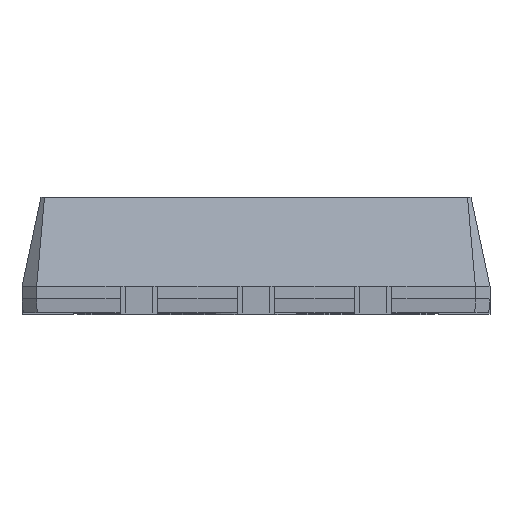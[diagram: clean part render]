
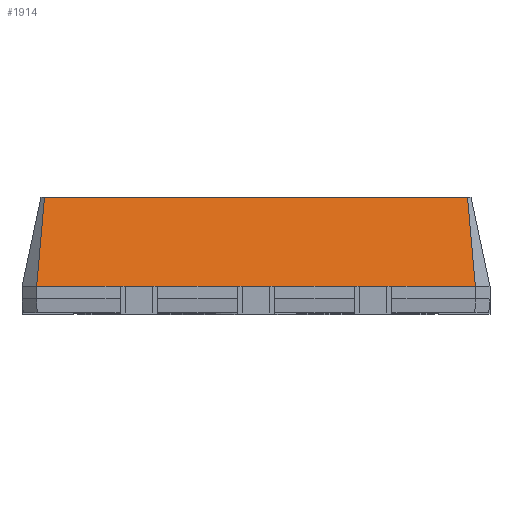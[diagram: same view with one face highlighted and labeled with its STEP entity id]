
A CAD part, top view. The second image highlights one B-rep face of the part: STEP entity #1914.
In plain terms, the highlighted planar face has unit normal (0, 0.208, 0.978).
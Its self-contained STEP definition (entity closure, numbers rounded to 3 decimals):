
#7 = EDGE_CURVE ( 'NONE', #77, #2387, #3548, .T. ) ;
#77 = VERTEX_POINT ( 'NONE', #2151 ) ;
#94 = CARTESIAN_POINT ( 'NONE',  ( 1.41, 0.36, 2.4 ) ) ;
#138 = VECTOR ( 'NONE', #5013, 1000. ) ;
#188 = LINE ( 'NONE', #5846, #4515 ) ;
#244 = VERTEX_POINT ( 'NONE', #3660 ) ;
#456 = CARTESIAN_POINT ( 'NONE',  ( -3., 0.36, 2.4 ) ) ;
#615 = DIRECTION ( 'NONE',  ( -1., 0., 0. ) ) ;
#639 = DIRECTION ( 'NONE',  ( -1., 0., 0. ) ) ;
#673 = ORIENTED_EDGE ( 'NONE', *, *, #7, .F. ) ;
#707 = CARTESIAN_POINT ( 'NONE',  ( 0.19, 0.36, 2.4 ) ) ;
#897 = LINE ( 'NONE', #4838, #5906 ) ;
#955 = VECTOR ( 'NONE', #3623, 1000. ) ;
#975 = DIRECTION ( 'NONE',  ( 1., 0., 0. ) ) ;
#1048 = ORIENTED_EDGE ( 'NONE', *, *, #5973, .F. ) ;
#1150 = LINE ( 'NONE', #6239, #3273 ) ;
#1177 = LINE ( 'NONE', #6000, #138 ) ;
#1492 = DIRECTION ( 'NONE',  ( -1., 0., 0. ) ) ;
#1679 = LINE ( 'NONE', #5666, #5109 ) ;
#1837 = ORIENTED_EDGE ( 'NONE', *, *, #4065, .T. ) ;
#1872 = DIRECTION ( 'NONE',  ( -1., 0., 0. ) ) ;
#1914 = ADVANCED_FACE ( 'NONE', ( #3674 ), #4794, .T. ) ;
#1946 = ORIENTED_EDGE ( 'NONE', *, *, #5536, .F. ) ;
#2081 = ORIENTED_EDGE ( 'NONE', *, *, #5779, .F. ) ;
#2098 = CARTESIAN_POINT ( 'NONE',  ( 3., 0.36, 2.4 ) ) ;
#2151 = CARTESIAN_POINT ( 'NONE',  ( -0.19, 0.36, 2.4 ) ) ;
#2276 = DIRECTION ( 'NONE',  ( -1., 0., 0. ) ) ;
#2308 = VERTEX_POINT ( 'NONE', #707 ) ;
#2375 = ORIENTED_EDGE ( 'NONE', *, *, #3330, .F. ) ;
#2387 = VERTEX_POINT ( 'NONE', #5052 ) ;
#2391 = ORIENTED_EDGE ( 'NONE', *, *, #3902, .F. ) ;
#2478 = ORIENTED_EDGE ( 'NONE', *, *, #2819, .F. ) ;
#2819 = EDGE_CURVE ( 'NONE', #244, #6050, #3802, .T. ) ;
#2871 = CARTESIAN_POINT ( 'NONE',  ( -3., 0.36, 2.4 ) ) ;
#3031 = AXIS2_PLACEMENT_3D ( 'NONE', #3820, #4720, #5677 ) ;
#3179 = CARTESIAN_POINT ( 'NONE',  ( -3., 0.36, 2.4 ) ) ;
#3218 = LINE ( 'NONE', #3459, #5432 ) ;
#3273 = VECTOR ( 'NONE', #3982, 1000. ) ;
#3325 = ORIENTED_EDGE ( 'NONE', *, *, #4481, .F. ) ;
#3330 = EDGE_CURVE ( 'NONE', #5007, #5139, #897, .T. ) ;
#3354 = LINE ( 'NONE', #456, #5554 ) ;
#3401 = VERTEX_POINT ( 'NONE', #4026 ) ;
#3459 = CARTESIAN_POINT ( 'NONE',  ( -3., 0.36, 2.4 ) ) ;
#3483 = VERTEX_POINT ( 'NONE', #4895 ) ;
#3548 = LINE ( 'NONE', #3179, #955 ) ;
#3623 = DIRECTION ( 'NONE',  ( -1., 0., 0. ) ) ;
#3660 = CARTESIAN_POINT ( 'NONE',  ( 1.79, 0.36, 2.4 ) ) ;
#3674 = FACE_OUTER_BOUND ( 'NONE', #4781, .T. ) ;
#3802 = LINE ( 'NONE', #5959, #6053 ) ;
#3820 = CARTESIAN_POINT ( 'NONE',  ( 0., 1.58, 2.141 ) ) ;
#3902 = EDGE_CURVE ( 'NONE', #4069, #244, #4011, .T. ) ;
#3982 = DIRECTION ( 'NONE',  ( 0.086, 0.975, -0.207 ) ) ;
#4011 = LINE ( 'NONE', #2871, #5889 ) ;
#4026 = CARTESIAN_POINT ( 'NONE',  ( -2.893, 1.58, 2.141 ) ) ;
#4065 = EDGE_CURVE ( 'NONE', #4069, #3483, #1177, .T. ) ;
#4069 = VERTEX_POINT ( 'NONE', #2098 ) ;
#4258 = CARTESIAN_POINT ( 'NONE',  ( -1.79, 0.36, 2.4 ) ) ;
#4355 = CARTESIAN_POINT ( 'NONE',  ( -3., 0.36, 2.4 ) ) ;
#4481 = EDGE_CURVE ( 'NONE', #2387, #5007, #3218, .T. ) ;
#4515 = VECTOR ( 'NONE', #975, 1000. ) ;
#4720 = DIRECTION ( 'NONE',  ( 0., 0.208, 0.978 ) ) ;
#4781 = EDGE_LOOP ( 'NONE', ( #1837, #1048, #2081, #2375, #3325, #673, #1946, #5883, #2478, #2391 ) ) ;
#4794 = PLANE ( 'NONE',  #3031 ) ;
#4820 = DIRECTION ( 'NONE',  ( -1., 0., 0. ) ) ;
#4838 = CARTESIAN_POINT ( 'NONE',  ( -3., 0.36, 2.4 ) ) ;
#4895 = CARTESIAN_POINT ( 'NONE',  ( 2.893, 1.58, 2.141 ) ) ;
#5007 = VERTEX_POINT ( 'NONE', #4258 ) ;
#5013 = DIRECTION ( 'NONE',  ( -0.086, 0.975, -0.207 ) ) ;
#5052 = CARTESIAN_POINT ( 'NONE',  ( -1.41, 0.36, 2.4 ) ) ;
#5109 = VECTOR ( 'NONE', #2276, 1000. ) ;
#5139 = VERTEX_POINT ( 'NONE', #4355 ) ;
#5432 = VECTOR ( 'NONE', #1492, 1000. ) ;
#5536 = EDGE_CURVE ( 'NONE', #2308, #77, #1679, .T. ) ;
#5554 = VECTOR ( 'NONE', #4820, 1000. ) ;
#5666 = CARTESIAN_POINT ( 'NONE',  ( -3., 0.36, 2.4 ) ) ;
#5677 = DIRECTION ( 'NONE',  ( -1., 0., 0. ) ) ;
#5758 = EDGE_CURVE ( 'NONE', #6050, #2308, #3354, .T. ) ;
#5779 = EDGE_CURVE ( 'NONE', #5139, #3401, #1150, .T. ) ;
#5846 = CARTESIAN_POINT ( 'NONE',  ( 3., 1.58, 2.141 ) ) ;
#5883 = ORIENTED_EDGE ( 'NONE', *, *, #5758, .F. ) ;
#5889 = VECTOR ( 'NONE', #615, 1000. ) ;
#5906 = VECTOR ( 'NONE', #1872, 1000. ) ;
#5959 = CARTESIAN_POINT ( 'NONE',  ( -3., 0.36, 2.4 ) ) ;
#5973 = EDGE_CURVE ( 'NONE', #3401, #3483, #188, .T. ) ;
#6000 = CARTESIAN_POINT ( 'NONE',  ( 2.871, 1.822, 2.089 ) ) ;
#6050 = VERTEX_POINT ( 'NONE', #94 ) ;
#6053 = VECTOR ( 'NONE', #639, 1000. ) ;
#6239 = CARTESIAN_POINT ( 'NONE',  ( -2.871, 1.822, 2.089 ) ) ;
